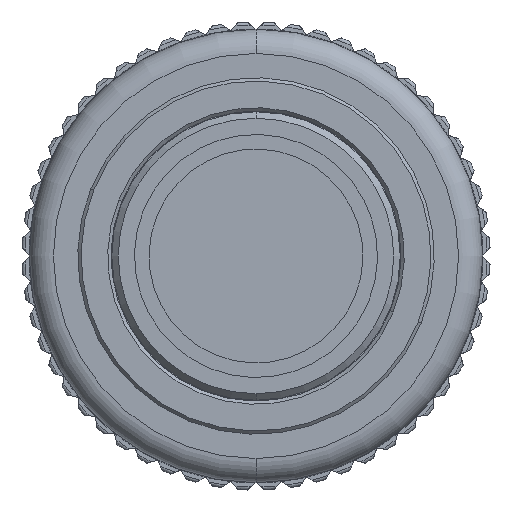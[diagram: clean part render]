
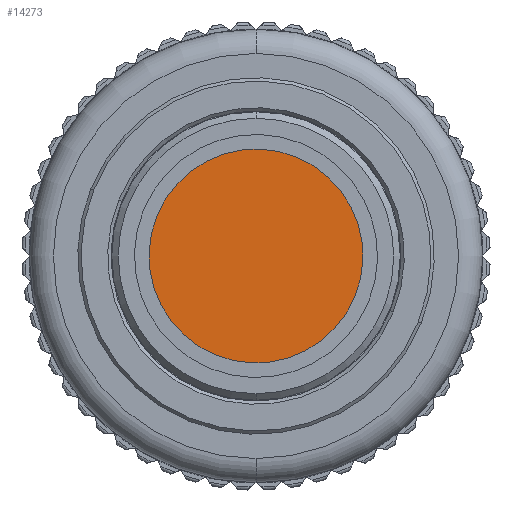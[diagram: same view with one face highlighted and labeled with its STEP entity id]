
A CAD part, left-side view. The second image highlights one B-rep face of the part: STEP entity #14273.
In plain terms, the highlighted planar face has unit normal (-1, 0, 0).
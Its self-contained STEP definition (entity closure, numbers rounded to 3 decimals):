
#190 = DIRECTION ( 'NONE',  ( 1., 0., 0. ) ) ;
#358 = DIRECTION ( 'NONE',  ( 1., 0., 0. ) ) ;
#873 = PLANE ( 'NONE',  #13403 ) ;
#1097 = AXIS2_PLACEMENT_3D ( 'NONE', #11242, #190, #10085 ) ;
#1533 = CARTESIAN_POINT ( 'NONE',  ( -33.064, -1.536, -2.921 ) ) ;
#1835 = CARTESIAN_POINT ( 'NONE',  ( -33.064, 0., 0. ) ) ;
#1881 = EDGE_CURVE ( 'NONE', #14010, #4080, #5565, .T. ) ;
#4080 = VERTEX_POINT ( 'NONE', #14512 ) ;
#5111 = EDGE_LOOP ( 'NONE', ( #7528, #5572 ) ) ;
#5565 = CIRCLE ( 'NONE', #1097, 3.3 ) ;
#5572 = ORIENTED_EDGE ( 'NONE', *, *, #1881, .F. ) ;
#5711 = CIRCLE ( 'NONE', #7816, 3.3 ) ;
#6135 = DIRECTION ( 'NONE',  ( -1., 0., 0. ) ) ;
#6876 = DIRECTION ( 'NONE',  ( 0., 0., 1. ) ) ;
#7528 = ORIENTED_EDGE ( 'NONE', *, *, #12749, .F. ) ;
#7816 = AXIS2_PLACEMENT_3D ( 'NONE', #1835, #358, #6876 ) ;
#10085 = DIRECTION ( 'NONE',  ( 0., 0., 1. ) ) ;
#10937 = CARTESIAN_POINT ( 'NONE',  ( -33.064, 3.618, 0. ) ) ;
#11242 = CARTESIAN_POINT ( 'NONE',  ( -33.064, 0., 0. ) ) ;
#12168 = FACE_OUTER_BOUND ( 'NONE', #5111, .T. ) ;
#12749 = EDGE_CURVE ( 'NONE', #4080, #14010, #5711, .T. ) ;
#13403 = AXIS2_PLACEMENT_3D ( 'NONE', #10937, #6135, #15963 ) ;
#14010 = VERTEX_POINT ( 'NONE', #1533 ) ;
#14273 = ADVANCED_FACE ( 'NONE', ( #12168 ), #873, .T. ) ;
#14512 = CARTESIAN_POINT ( 'NONE',  ( -33.064, 1.536, 2.921 ) ) ;
#15963 = DIRECTION ( 'NONE',  ( 0., 0., 1. ) ) ;
